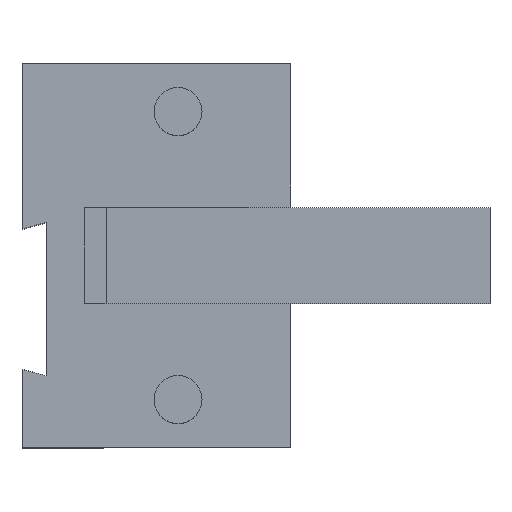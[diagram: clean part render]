
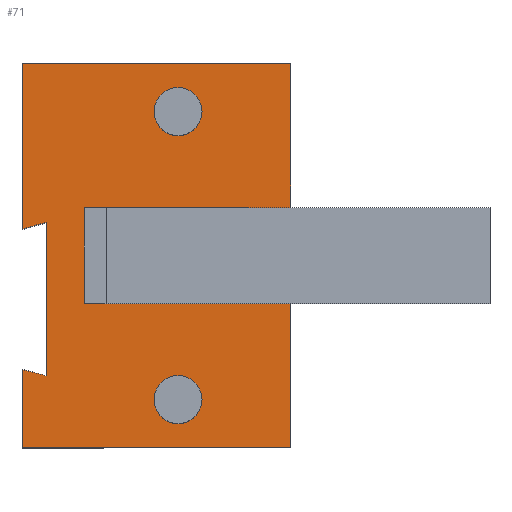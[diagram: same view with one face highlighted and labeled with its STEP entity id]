
A CAD part, top view. The second image highlights one B-rep face of the part: STEP entity #71.
In plain terms, the highlighted planar face has unit normal (0, 0, 1).
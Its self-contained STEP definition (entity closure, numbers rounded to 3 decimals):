
#37=FACE_BOUND('',#176,.T.);
#38=FACE_BOUND('',#177,.T.);
#39=FACE_BOUND('',#178,.T.);
#40=FACE_BOUND('',#179,.T.);
#50=CIRCLE('',#764,5.);
#53=CIRCLE('',#774,5.);
#71=ADVANCED_FACE('',(#37,#38,#39,#40),#105,.T.);
#105=PLANE('',#775);
#176=EDGE_LOOP('',(#297));
#177=EDGE_LOOP('',(#298,#299,#300,#301));
#178=EDGE_LOOP('',(#302));
#179=EDGE_LOOP('',(#303,#304,#305,#306,#307,#308,#309,#310));
#297=ORIENTED_EDGE('',*,*,#529,.F.);
#298=ORIENTED_EDGE('',*,*,#510,.T.);
#299=ORIENTED_EDGE('',*,*,#530,.T.);
#300=ORIENTED_EDGE('',*,*,#506,.F.);
#301=ORIENTED_EDGE('',*,*,#531,.F.);
#302=ORIENTED_EDGE('',*,*,#499,.F.);
#303=ORIENTED_EDGE('',*,*,#483,.F.);
#304=ORIENTED_EDGE('',*,*,#532,.T.);
#305=ORIENTED_EDGE('',*,*,#533,.T.);
#306=ORIENTED_EDGE('',*,*,#478,.T.);
#307=ORIENTED_EDGE('',*,*,#468,.F.);
#308=ORIENTED_EDGE('',*,*,#519,.T.);
#309=ORIENTED_EDGE('',*,*,#528,.T.);
#310=ORIENTED_EDGE('',*,*,#523,.F.);
#402=VERTEX_POINT('',#1019);
#403=VERTEX_POINT('',#1021);
#409=VERTEX_POINT('',#1038);
#413=VERTEX_POINT('',#1047);
#414=VERTEX_POINT('',#1049);
#427=VERTEX_POINT('',#1082);
#434=VERTEX_POINT('',#1096);
#435=VERTEX_POINT('',#1098);
#436=VERTEX_POINT('',#1105);
#437=VERTEX_POINT('',#1106);
#444=VERTEX_POINT('',#1122);
#448=VERTEX_POINT('',#1132);
#450=VERTEX_POINT('',#1142);
#451=VERTEX_POINT('',#1146);
#468=EDGE_CURVE('',#402,#403,#562,.T.);
#478=EDGE_CURVE('',#409,#403,#572,.T.);
#483=EDGE_CURVE('',#413,#414,#577,.T.);
#499=EDGE_CURVE('',#427,#427,#50,.T.);
#506=EDGE_CURVE('',#434,#435,#596,.T.);
#510=EDGE_CURVE('',#436,#437,#598,.T.);
#519=EDGE_CURVE('',#402,#444,#607,.T.);
#523=EDGE_CURVE('',#414,#448,#611,.T.);
#528=EDGE_CURVE('',#444,#448,#616,.T.);
#529=EDGE_CURVE('',#450,#450,#53,.T.);
#530=EDGE_CURVE('',#437,#435,#617,.T.);
#531=EDGE_CURVE('',#436,#434,#618,.T.);
#532=EDGE_CURVE('',#413,#451,#619,.T.);
#533=EDGE_CURVE('',#451,#409,#620,.T.);
#562=LINE('',#1020,#648);
#572=LINE('',#1037,#658);
#577=LINE('',#1048,#663);
#596=LINE('',#1097,#682);
#598=LINE('',#1104,#684);
#607=LINE('',#1124,#693);
#611=LINE('',#1131,#697);
#616=LINE('',#1139,#702);
#617=LINE('',#1143,#703);
#618=LINE('',#1144,#704);
#619=LINE('',#1145,#705);
#620=LINE('',#1147,#706);
#648=VECTOR('',#826,1.);
#658=VECTOR('',#838,1.);
#663=VECTOR('',#845,1.);
#682=VECTOR('',#882,1.);
#684=VECTOR('',#892,1.);
#693=VECTOR('',#903,1.);
#697=VECTOR('',#909,1.);
#702=VECTOR('',#916,1.);
#703=VECTOR('',#921,1.);
#704=VECTOR('',#922,1.);
#705=VECTOR('',#923,1.);
#706=VECTOR('',#924,1.);
#764=AXIS2_PLACEMENT_3D('',#1081,#872,#873);
#774=AXIS2_PLACEMENT_3D('',#1141,#919,#920);
#775=AXIS2_PLACEMENT_3D('',#1148,#925,#926);
#826=DIRECTION('',(0.,1.,0.));
#838=DIRECTION('',(-0.966,0.259,0.));
#845=DIRECTION('',(0.,1.,0.));
#872=DIRECTION('',(0.,0.,1.));
#873=DIRECTION('',(1.,0.,0.));
#882=DIRECTION('',(-1.,0.,0.));
#892=DIRECTION('',(-1.,0.,0.));
#903=DIRECTION('',(1.,0.,0.));
#909=DIRECTION('',(1.,0.,0.));
#916=DIRECTION('',(0.,1.,0.));
#919=DIRECTION('',(0.,0.,1.));
#920=DIRECTION('',(1.,0.,0.));
#921=DIRECTION('',(0.,1.,0.));
#922=DIRECTION('',(0.,1.,0.));
#923=DIRECTION('',(0.966,0.259,0.));
#924=DIRECTION('',(0.,-1.,0.));
#925=DIRECTION('',(0.,0.,1.));
#926=DIRECTION('',(1.,0.,0.));
#1019=CARTESIAN_POINT('',(-17.5,-40.,0.));
#1020=CARTESIAN_POINT('',(-17.5,-40.,0.));
#1021=CARTESIAN_POINT('',(-17.5,-23.66,0.));
#1037=CARTESIAN_POINT('',(-17.612,-23.63,0.));
#1038=CARTESIAN_POINT('',(-12.5,-25.,0.));
#1047=CARTESIAN_POINT('',(-17.5,5.56,0.));
#1048=CARTESIAN_POINT('',(-17.5,-40.,0.));
#1049=CARTESIAN_POINT('',(-17.5,40.,0.));
#1081=CARTESIAN_POINT('',(15.,30.,0.));
#1082=CARTESIAN_POINT('',(20.,30.,0.));
#1096=CARTESIAN_POINT('',(30.,10.,0.));
#1097=CARTESIAN_POINT('',(129.746,10.,0.));
#1098=CARTESIAN_POINT('',(-4.5,10.,0.));
#1104=CARTESIAN_POINT('',(129.746,-10.,0.));
#1105=CARTESIAN_POINT('',(30.,-10.,0.));
#1106=CARTESIAN_POINT('',(-4.5,-10.,0.));
#1122=CARTESIAN_POINT('',(38.5,-40.,0.));
#1124=CARTESIAN_POINT('',(-17.5,-40.,0.));
#1131=CARTESIAN_POINT('',(30.,40.,0.));
#1132=CARTESIAN_POINT('',(38.5,40.,0.));
#1139=CARTESIAN_POINT('',(38.5,-40.,0.));
#1141=CARTESIAN_POINT('',(15.,-30.,0.));
#1142=CARTESIAN_POINT('',(20.,-30.,0.));
#1143=CARTESIAN_POINT('',(-4.5,-40.,0.));
#1144=CARTESIAN_POINT('',(30.,-40.,0.));
#1145=CARTESIAN_POINT('',(-17.612,5.53,0.));
#1146=CARTESIAN_POINT('',(-12.5,6.9,0.));
#1147=CARTESIAN_POINT('',(-12.5,-25.,0.));
#1148=CARTESIAN_POINT('',(30.,-40.,0.));
